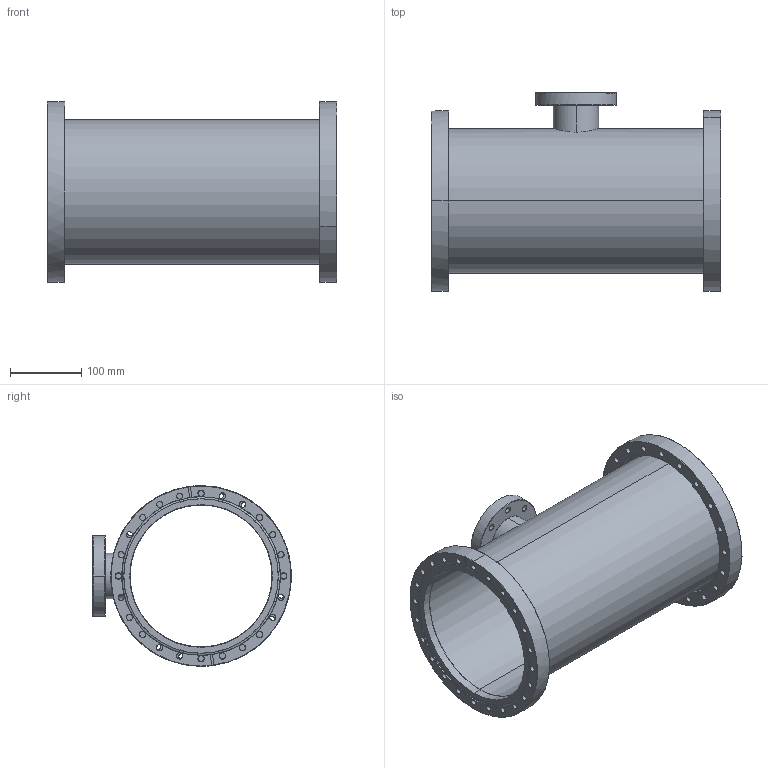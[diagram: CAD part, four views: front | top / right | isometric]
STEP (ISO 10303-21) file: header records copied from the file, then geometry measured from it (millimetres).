
FILE_DESCRIPTION (( 'STEP AP214' ), '1' );
FILE_NAME ('Hositrad_FTR200-63R.STEP', '2017-05-22T10:49:35', ( 'Gebruiker' ), ( '' ), 'SwSTEP 2.0', 'SolidWorks 2017', '' );
FILE_SCHEMA (( 'AUTOMOTIVE_DESIGN' ));
Length unit declared in the file: millimetre
Products named in the file (7): Hositrad_FTR200-63R; Reducer-T-all_200-63; CF63-64-Weld; NW200CF-Weld_-203; CF200-204-innerring; CF200-R-outerring; CF200-204-R
Assembly tree (6 placements, depth 3):
  Hositrad_FTR200-63R
    Reducer-T-all_200-63
    CF63-64-Weld
    NW200CF-Weld_-203
    CF200-204-R
      CF200-204-innerring
      CF200-R-outerring
Bounding box: 406.4 x 278.6 x 253.2 mm (x, y, z)
Volume: 1415097.4 mm3; surface area: 721480 mm2
Topology: 5 solids, 5 shells, 380 faces, 906 edges, 540 vertices
Faces by surface type: cone 200, cylinder 140, plane 38, bspline 2
Entity records: 12246 total; most frequent: CARTESIAN_POINT 2620, DIRECTION 2160, ORIENTED_EDGE 1812, EDGE_CURVE 906, AXIS2_PLACEMENT_3D 890, VERTEX_POINT 540, CIRCLE 502, EDGE_LOOP 500
